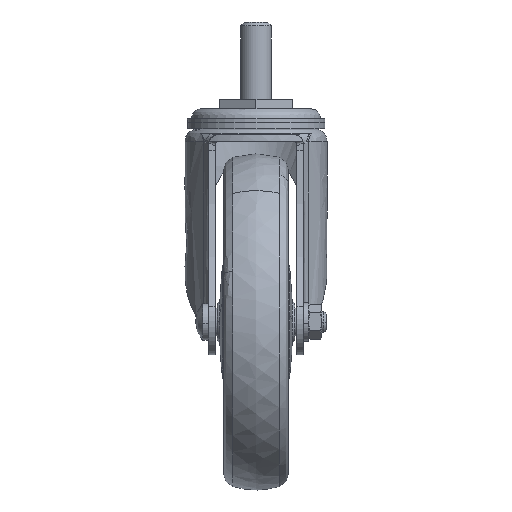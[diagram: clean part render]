
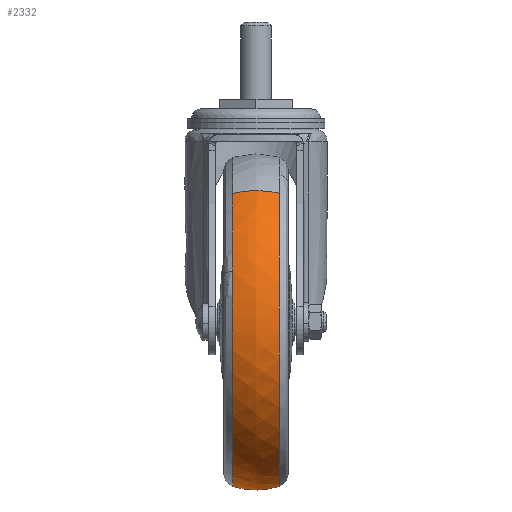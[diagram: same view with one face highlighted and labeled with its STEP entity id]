
A CAD part, left-side view. The second image highlights one B-rep face of the part: STEP entity #2332.
In plain terms, the highlighted free-form (B-spline) face has degree [2, 2] with [5, 3] control points.
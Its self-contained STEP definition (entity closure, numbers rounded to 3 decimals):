
#2079=CARTESIAN_POINT('',(-96.504,9.,-66.341));
#2080=VERTEX_POINT('',#2079);
#2094=CARTESIAN_POINT('',(-75.68,9.,-36.274));
#2095=VERTEX_POINT('',#2094);
#2096=CARTESIAN_POINT('',(-75.68,9.,-36.274));
#2097=CARTESIAN_POINT('',(-90.604,9.0,-48.182));
#2098=CARTESIAN_POINT('',(-96.504,9.,-66.341));
#2106=(BOUNDED_CURVE()B_SPLINE_CURVE(2,(#2096,#2097,#2098),.UNSPECIFIED.,.F.,.U.)B_SPLINE_CURVE_WITH_KNOTS((3,3),(0.608,0.697),.UNSPECIFIED.)CURVE()GEOMETRIC_REPRESENTATION_ITEM()RATIONAL_B_SPLINE_CURVE((0.856,0.842,0.903))REPRESENTATION_ITEM(''));
#2107=EDGE_CURVE('',#2095,#2080,#2106,.T.);
#2211=CARTESIAN_POINT('',(-36.799,9.,-149.613));
#2212=VERTEX_POINT('',#2211);
#2226=CARTESIAN_POINT('',(-96.504,9.,-66.341));
#2227=CARTESIAN_POINT('',(-99.618,9.,-75.924));
#2228=CARTESIAN_POINT('',(-99.618,9.,-86.));
#2229=CARTESIAN_POINT('',(-99.618,9.,-148.824));
#2230=CARTESIAN_POINT('',(-36.799,9.,-149.613));
#2238=(BOUNDED_CURVE()B_SPLINE_CURVE(2,(#2226,#2227,#2228,#2229,#2230),.UNSPECIFIED.,.F.,.U.)B_SPLINE_CURVE_WITH_KNOTS((3,2,3),(0.697,0.75,0.998),.UNSPECIFIED.)CURVE()GEOMETRIC_REPRESENTATION_ITEM()RATIONAL_B_SPLINE_CURVE((0.903,0.938,1.0,0.71,0.995))REPRESENTATION_ITEM(''));
#2239=EDGE_CURVE('',#2080,#2212,#2238,.T.);
#2260=CARTESIAN_POINT('',(-75.505,9.852,-36.494));
#2261=CARTESIAN_POINT('',(-98.954,9.852,-55.206));
#2262=CARTESIAN_POINT('',(-99.331,9.852,-85.204));
#2263=CARTESIAN_POINT('',(-100.127,9.852,-148.536));
#2264=CARTESIAN_POINT('',(-36.796,9.852,-149.332));
#2265=CARTESIAN_POINT('',(-77.641,0.,-33.817));
#2266=CARTESIAN_POINT('',(-102.359,0.,-53.541));
#2267=CARTESIAN_POINT('',(-102.756,0.,-85.161));
#2268=CARTESIAN_POINT('',(-103.595,0.,-151.917));
#2269=CARTESIAN_POINT('',(-36.839,0.,-152.756));
#2270=CARTESIAN_POINT('',(-75.505,-9.852,-36.494));
#2271=CARTESIAN_POINT('',(-98.954,-9.852,-55.206));
#2272=CARTESIAN_POINT('',(-99.331,-9.852,-85.204));
#2273=CARTESIAN_POINT('',(-100.127,-9.852,-148.536));
#2274=CARTESIAN_POINT('',(-36.796,-9.852,-149.332));
#2282=(BOUNDED_SURFACE()B_SPLINE_SURFACE(2,2,((#2260,#2265,#2270),(#2261,#2266,#2271),(#2262,#2267,#2272),(#2263,#2268,#2273),(#2264,#2269,#2274)),.UNSPECIFIED.,.F.,.F.,.U.)B_SPLINE_SURFACE_WITH_KNOTS((3,2,3),(3,3),(0.0,60.309,168.005),(0.0,20.265),.UNSPECIFIED.)GEOMETRIC_REPRESENTATION_ITEM()RATIONAL_B_SPLINE_SURFACE(((0.803,0.758,0.803),(0.784,0.741,0.784),(0.938,0.886,0.938),(0.663,0.626,0.663),(0.938,0.886,0.938)))REPRESENTATION_ITEM('')SURFACE());
#2283=CARTESIAN_POINT('',(-75.68,-9.,-36.274));
#2284=VERTEX_POINT('',#2283);
#2285=CARTESIAN_POINT('',(-36.799,-9.,-149.613));
#2286=VERTEX_POINT('',#2285);
#2287=CARTESIAN_POINT('',(-75.68,-9.,-36.274));
#2288=CARTESIAN_POINT('',(-99.618,-9.,-55.375));
#2289=CARTESIAN_POINT('',(-99.618,-9.,-86.));
#2290=CARTESIAN_POINT('',(-99.618,-9.,-148.824));
#2291=CARTESIAN_POINT('',(-36.799,-9.,-149.613));
#2299=(BOUNDED_CURVE()B_SPLINE_CURVE(2,(#2287,#2288,#2289,#2290,#2291),.UNSPECIFIED.,.F.,.U.)B_SPLINE_CURVE_WITH_KNOTS((3,2,3),(0.608,0.75,0.998),.UNSPECIFIED.)CURVE()GEOMETRIC_REPRESENTATION_ITEM()RATIONAL_B_SPLINE_CURVE((0.856,0.834,1.0,0.71,0.995))REPRESENTATION_ITEM(''));
#2300=EDGE_CURVE('',#2284,#2286,#2299,.T.);
#2301=ORIENTED_EDGE('',*,*,#2300,.F.);
#2302=CARTESIAN_POINT('',(-75.68,9.,-36.274));
#2303=CARTESIAN_POINT('',(-77.446,0.,-34.061));
#2304=CARTESIAN_POINT('',(-75.68,-9.,-36.274));
#2312=(BOUNDED_CURVE()B_SPLINE_CURVE(2,(#2302,#2303,#2304),.UNSPECIFIED.,.F.,.U.)B_SPLINE_CURVE_WITH_KNOTS((3,3),(-1.494,-0.506),.UNSPECIFIED.)CURVE()GEOMETRIC_REPRESENTATION_ITEM()RATIONAL_B_SPLINE_CURVE((0.799,0.762,0.799))REPRESENTATION_ITEM(''));
#2313=EDGE_CURVE('',#2095,#2284,#2312,.T.);
#2314=ORIENTED_EDGE('',*,*,#2313,.F.);
#2315=ORIENTED_EDGE('',*,*,#2107,.T.);
#2316=ORIENTED_EDGE('',*,*,#2239,.T.);
#2317=CARTESIAN_POINT('',(-36.799,9.,-149.613));
#2318=CARTESIAN_POINT('',(-36.835,0.,-152.443));
#2319=CARTESIAN_POINT('',(-36.799,-9.,-149.613));
#2327=(BOUNDED_CURVE()B_SPLINE_CURVE(2,(#2317,#2318,#2319),.UNSPECIFIED.,.F.,.U.)B_SPLINE_CURVE_WITH_KNOTS((3,3),(-1.494,-0.506),.UNSPECIFIED.)CURVE()GEOMETRIC_REPRESENTATION_ITEM()RATIONAL_B_SPLINE_CURVE((0.933,0.89,0.933))REPRESENTATION_ITEM(''));
#2328=EDGE_CURVE('',#2212,#2286,#2327,.T.);
#2329=ORIENTED_EDGE('',*,*,#2328,.T.);
#2330=EDGE_LOOP('',(#2301,#2314,#2315,#2316,#2329));
#2331=FACE_OUTER_BOUND('',#2330,.T.);
#2332=ADVANCED_FACE('',(#2331),#2282,.T.);
